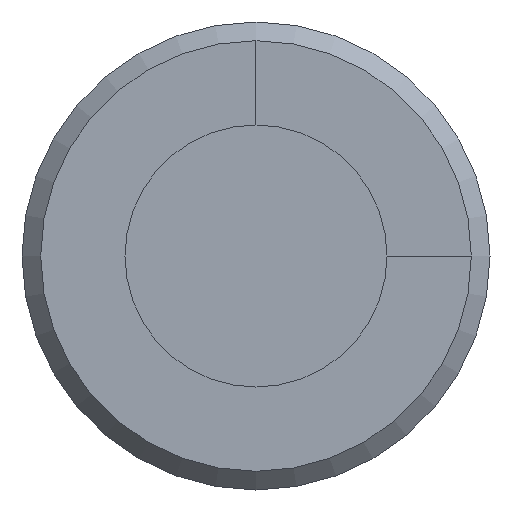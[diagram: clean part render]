
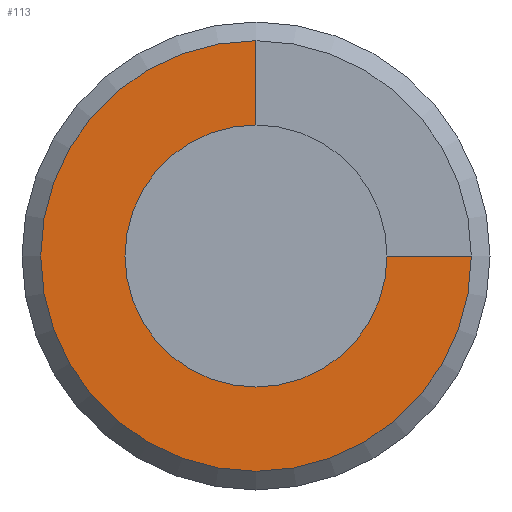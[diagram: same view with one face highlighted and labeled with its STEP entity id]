
A CAD part, left-side view. The second image highlights one B-rep face of the part: STEP entity #113.
In plain terms, the highlighted planar face has unit normal (-1, 0, 0).
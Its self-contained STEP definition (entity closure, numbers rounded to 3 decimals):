
#36=LINE('',#451,#44);
#37=LINE('',#452,#45);
#44=VECTOR('',#380,1.);
#45=VECTOR('',#381,1.);
#113=ADVANCED_FACE('',(#129),#122,.F.);
#122=PLANE('',#307);
#129=FACE_OUTER_BOUND('',#157,.T.);
#157=EDGE_LOOP('',(#194,#195,#196,#197));
#194=ORIENTED_EDGE('',*,*,#251,.F.);
#195=ORIENTED_EDGE('',*,*,#252,.F.);
#196=ORIENTED_EDGE('',*,*,#248,.T.);
#197=ORIENTED_EDGE('',*,*,#253,.F.);
#228=VERTEX_POINT('',#443);
#229=VERTEX_POINT('',#444);
#230=VERTEX_POINT('',#449);
#231=VERTEX_POINT('',#450);
#248=EDGE_CURVE('',#228,#229,#272,.T.);
#251=EDGE_CURVE('',#230,#231,#273,.T.);
#252=EDGE_CURVE('',#228,#230,#36,.T.);
#253=EDGE_CURVE('',#231,#229,#37,.T.);
#272=CIRCLE('',#304,7.);
#273=CIRCLE('',#306,11.5);
#304=AXIS2_PLACEMENT_3D('',#442,#372,#373);
#306=AXIS2_PLACEMENT_3D('',#448,#378,#379);
#307=AXIS2_PLACEMENT_3D('',#453,#382,#383);
#372=DIRECTION('',(1.,0.,0.));
#373=DIRECTION('',(0.,-1.,0.));
#378=DIRECTION('',(1.,0.,0.));
#379=DIRECTION('',(0.,-1.,0.));
#380=DIRECTION('',(0.,-1.,0.));
#381=DIRECTION('',(0.,0.,-1.));
#382=DIRECTION('',(1.,0.,0.));
#383=DIRECTION('',(0.,0.,-1.));
#442=CARTESIAN_POINT('',(0.005,0.,0.));
#443=CARTESIAN_POINT('',(0.005,-7.,0.));
#444=CARTESIAN_POINT('',(0.005,0.,7.));
#448=CARTESIAN_POINT('',(0.005,0.,0.));
#449=CARTESIAN_POINT('',(0.005,-11.5,0.));
#450=CARTESIAN_POINT('',(0.005,0.,11.5));
#451=CARTESIAN_POINT('',(0.005,-11.5,0.));
#452=CARTESIAN_POINT('',(0.005,0.,11.5));
#453=CARTESIAN_POINT('',(0.005,-11.5,0.));
